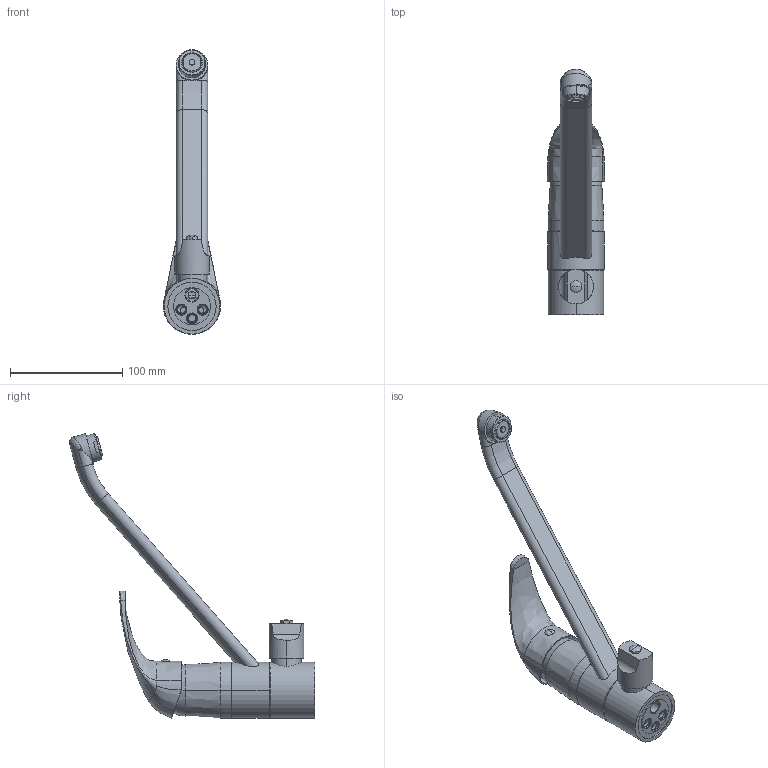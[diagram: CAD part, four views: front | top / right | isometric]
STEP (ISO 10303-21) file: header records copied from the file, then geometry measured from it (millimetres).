
FILE_DESCRIPTION((''),'2;1');
FILE_NAME('ND197CR','2021-11-10T10:04:12',('ut3'),('PAFFONI SpA'),'CREO PARAMETRIC BY PTC INC, 2020044','CREO PARAMETRIC BY PTC INC, 2020044','');
FILE_SCHEMA(('CONFIG_CONTROL_DESIGN','SHAPE_APPEARANCE_LAYERS_GROUPS'));
Length unit declared in the file: millimetre
Products named in the file (1): ND197CR
Bounding box: 51 x 218.33 x 253.53 mm (x, y, z)
Volume: 382625.5 mm3; surface area: 68073.3 mm2
Topology: 1 solids, 1 shells, 282 faces, 688 edges, 435 vertices
Faces by surface type: cylinder 97, plane 96, cone 42, bspline 22, torus 21, sphere 4
Entity records: 13590 total; most frequent: CARTESIAN_POINT 5000, DIRECTION 1378, ORIENTED_EDGE 1360, EDGE_CURVE 680, AXIS2_PLACEMENT_3D 562, VERTEX_POINT 435, EDGE_LOOP 321, CIRCLE 302
